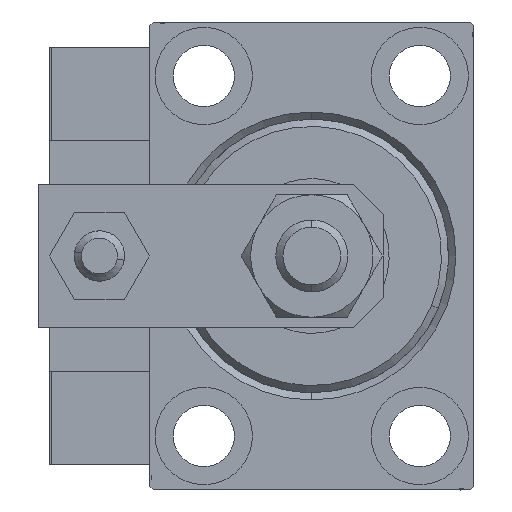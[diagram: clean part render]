
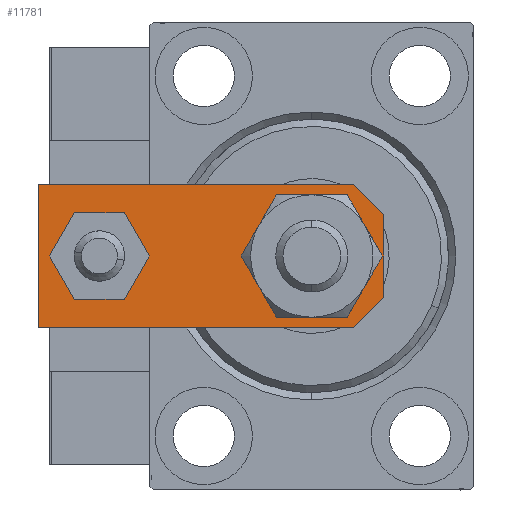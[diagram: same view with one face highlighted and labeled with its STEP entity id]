
A CAD part, left-side view. The second image highlights one B-rep face of the part: STEP entity #11781.
In plain terms, the highlighted face is planar.
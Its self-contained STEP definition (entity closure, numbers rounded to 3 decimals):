
#928 = CARTESIAN_POINT ( 'NONE',  ( 5.76, 0., 6. ) ) ;
#1441 = CARTESIAN_POINT ( 'NONE',  ( 0., 10., 6. ) ) ;
#1525 = DIRECTION ( 'NONE',  ( 1., 0., 0. ) ) ;
#1732 = VECTOR ( 'NONE', #1525, 1000. ) ;
#1802 = ORIENTED_EDGE ( 'NONE', *, *, #11039, .T. ) ;
#2054 = ORIENTED_EDGE ( 'NONE', *, *, #7063, .F. ) ;
#2899 = ORIENTED_EDGE ( 'NONE', *, *, #32437, .T. ) ;
#2997 = CARTESIAN_POINT ( 'NONE',  ( 10., 0., 6. ) ) ;
#3350 = CARTESIAN_POINT ( 'NONE',  ( -2.88, -2.88, 6. ) ) ;
#3709 = CARTESIAN_POINT ( 'NONE',  ( -7.25, 10., 6. ) ) ;
#3954 = DIRECTION ( 'NONE',  ( 1., 0., 0. ) ) ;
#4996 = DIRECTION ( 'NONE',  ( 1., 0., 0. ) ) ;
#5003 = VECTOR ( 'NONE', #15099, 1000. ) ;
#5254 = CARTESIAN_POINT ( 'NONE',  ( 0., 10., 6. ) ) ;
#5265 = DIRECTION ( 'NONE',  ( 0., 0., 1. ) ) ;
#5400 = DIRECTION ( 'NONE',  ( 0., 0., 1. ) ) ;
#5460 = CARTESIAN_POINT ( 'NONE',  ( 10., 48., 6. ) ) ;
#5695 = AXIS2_PLACEMENT_3D ( 'NONE', #31184, #31445, #3954 ) ;
#5772 = VERTEX_POINT ( 'NONE', #37922 ) ;
#6380 = ORIENTED_EDGE ( 'NONE', *, *, #46365, .T. ) ;
#7012 = VERTEX_POINT ( 'NONE', #36159 ) ;
#7063 = EDGE_CURVE ( 'NONE', #42871, #7012, #28259, .T. ) ;
#7764 = EDGE_CURVE ( 'NONE', #47729, #5772, #11409, .T. ) ;
#7819 = VECTOR ( 'NONE', #34965, 1000. ) ;
#8011 = AXIS2_PLACEMENT_3D ( 'NONE', #20828, #36960, #41181 ) ;
#8574 = CARTESIAN_POINT ( 'NONE',  ( -10., 48., 6. ) ) ;
#9089 = DIRECTION ( 'NONE',  ( 1., 0., 0. ) ) ;
#9216 = CARTESIAN_POINT ( 'NONE',  ( 0., 39.5, 6. ) ) ;
#9611 = EDGE_CURVE ( 'NONE', #5772, #47729, #37665, .T. ) ;
#10499 = EDGE_CURVE ( 'NONE', #7012, #42871, #17439, .T. ) ;
#11039 = EDGE_CURVE ( 'NONE', #40258, #29705, #45495, .T. ) ;
#11069 = CARTESIAN_POINT ( 'NONE',  ( 10., 4.24, 6. ) ) ;
#11109 = FACE_BOUND ( 'NONE', #41095, .T. ) ;
#11138 = CARTESIAN_POINT ( 'NONE',  ( 2.88, -2.88, 6. ) ) ;
#11351 = ORIENTED_EDGE ( 'NONE', *, *, #19345, .T. ) ;
#11388 = CARTESIAN_POINT ( 'NONE',  ( -4., 39.5, 6. ) ) ;
#11409 = CIRCLE ( 'NONE', #28293, 7.25 ) ;
#11781 = ADVANCED_FACE ( 'NONE', ( #11109, #35913, #31948 ), #35146, .T. ) ;
#13938 = ORIENTED_EDGE ( 'NONE', *, *, #9611, .F. ) ;
#15099 = DIRECTION ( 'NONE',  ( 0.707, 0.707, 0. ) ) ;
#15210 = VECTOR ( 'NONE', #38545, 1000. ) ;
#16870 = CARTESIAN_POINT ( 'NONE',  ( -5.76, 0., 6. ) ) ;
#16982 = CARTESIAN_POINT ( 'NONE',  ( 10., 48., 6. ) ) ;
#17406 = AXIS2_PLACEMENT_3D ( 'NONE', #5254, #22381, #17638 ) ;
#17439 = CIRCLE ( 'NONE', #41055, 4. ) ;
#17562 = VERTEX_POINT ( 'NONE', #18721 ) ;
#17638 = DIRECTION ( 'NONE',  ( 1., 0., 0. ) ) ;
#18463 = LINE ( 'NONE', #26398, #15210 ) ;
#18721 = CARTESIAN_POINT ( 'NONE',  ( -10., 4.24, 6. ) ) ;
#19193 = DIRECTION ( 'NONE',  ( 0.707, -0.707, 0. ) ) ;
#19345 = EDGE_CURVE ( 'NONE', #42173, #22099, #23524, .T. ) ;
#20042 = ORIENTED_EDGE ( 'NONE', *, *, #21017, .T. ) ;
#20828 = CARTESIAN_POINT ( 'NONE',  ( 0., 39.5, 6. ) ) ;
#21017 = EDGE_CURVE ( 'NONE', #27333, #42173, #45622, .T. ) ;
#22099 = VERTEX_POINT ( 'NONE', #11069 ) ;
#22381 = DIRECTION ( 'NONE',  ( 0., 0., 1. ) ) ;
#23524 = LINE ( 'NONE', #11138, #5003 ) ;
#25198 = EDGE_CURVE ( 'NONE', #29705, #17562, #18463, .T. ) ;
#26398 = CARTESIAN_POINT ( 'NONE',  ( -10., 48., 6. ) ) ;
#27333 = VERTEX_POINT ( 'NONE', #16870 ) ;
#27682 = VECTOR ( 'NONE', #19193, 1000. ) ;
#28259 = CIRCLE ( 'NONE', #8011, 4. ) ;
#28293 = AXIS2_PLACEMENT_3D ( 'NONE', #1441, #5400, #9089 ) ;
#28429 = LINE ( 'NONE', #3350, #27682 ) ;
#29705 = VERTEX_POINT ( 'NONE', #8574 ) ;
#30486 = LINE ( 'NONE', #2997, #7819 ) ;
#31184 = CARTESIAN_POINT ( 'NONE',  ( 0., 0., 6. ) ) ;
#31191 = EDGE_LOOP ( 'NONE', ( #31681, #13938 ) ) ;
#31445 = DIRECTION ( 'NONE',  ( 0., 0., 1. ) ) ;
#31681 = ORIENTED_EDGE ( 'NONE', *, *, #7764, .F. ) ;
#31948 = FACE_BOUND ( 'NONE', #31191, .T. ) ;
#32437 = EDGE_CURVE ( 'NONE', #17562, #27333, #28429, .T. ) ;
#34965 = DIRECTION ( 'NONE',  ( 0., 1., 0. ) ) ;
#35146 = PLANE ( 'NONE',  #5695 ) ;
#35168 = VECTOR ( 'NONE', #45235, 1000. ) ;
#35719 = ORIENTED_EDGE ( 'NONE', *, *, #10499, .F. ) ;
#35913 = FACE_OUTER_BOUND ( 'NONE', #39031, .T. ) ;
#36159 = CARTESIAN_POINT ( 'NONE',  ( 4., 39.5, 6. ) ) ;
#36960 = DIRECTION ( 'NONE',  ( 0., 0., 1. ) ) ;
#37665 = CIRCLE ( 'NONE', #17406, 7.25 ) ;
#37710 = CARTESIAN_POINT ( 'NONE',  ( -10., 0., 6. ) ) ;
#37922 = CARTESIAN_POINT ( 'NONE',  ( 7.25, 10., 6. ) ) ;
#38545 = DIRECTION ( 'NONE',  ( 0., -1., 0. ) ) ;
#39031 = EDGE_LOOP ( 'NONE', ( #51677, #2899, #20042, #11351, #6380, #1802 ) ) ;
#40258 = VERTEX_POINT ( 'NONE', #5460 ) ;
#41055 = AXIS2_PLACEMENT_3D ( 'NONE', #9216, #5265, #4996 ) ;
#41095 = EDGE_LOOP ( 'NONE', ( #2054, #35719 ) ) ;
#41181 = DIRECTION ( 'NONE',  ( 1., 0., 0. ) ) ;
#42173 = VERTEX_POINT ( 'NONE', #928 ) ;
#42871 = VERTEX_POINT ( 'NONE', #11388 ) ;
#45235 = DIRECTION ( 'NONE',  ( -1., 0., 0. ) ) ;
#45495 = LINE ( 'NONE', #16982, #35168 ) ;
#45622 = LINE ( 'NONE', #37710, #1732 ) ;
#46365 = EDGE_CURVE ( 'NONE', #22099, #40258, #30486, .T. ) ;
#47729 = VERTEX_POINT ( 'NONE', #3709 ) ;
#51677 = ORIENTED_EDGE ( 'NONE', *, *, #25198, .T. ) ;
